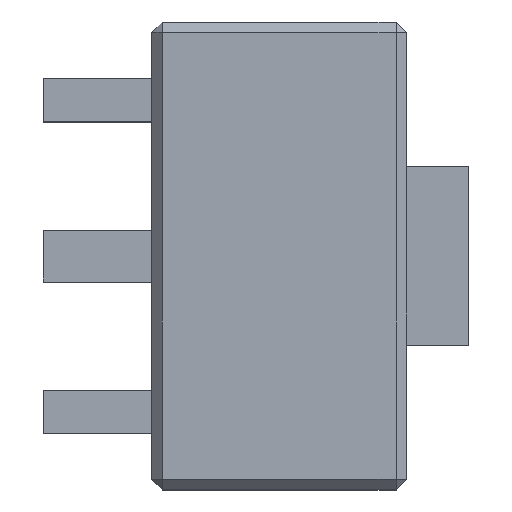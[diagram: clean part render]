
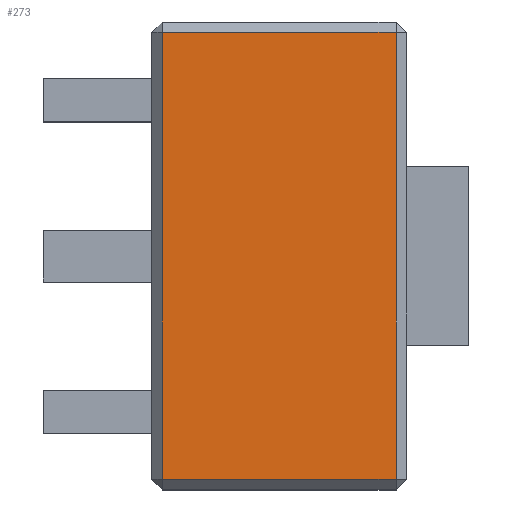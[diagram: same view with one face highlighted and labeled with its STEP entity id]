
A CAD part, top view. The second image highlights one B-rep face of the part: STEP entity #273.
In plain terms, the highlighted planar face has unit normal (0, 0, 1).
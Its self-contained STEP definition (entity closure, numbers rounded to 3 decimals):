
#13=DIRECTION('',(0.,0.,1.));
#14=DIRECTION('',(1.,0.,0.));
#68=VECTOR('',#69,1.);
#69=DIRECTION('',(0.,1.,0.));
#144=VERTEX_POINT('',#145);
#145=CARTESIAN_POINT('',(-1.125,-2.15,1.6));
#153=VERTEX_POINT('',#154);
#154=CARTESIAN_POINT('',(-1.125,2.15,1.6));
#159=ORIENTED_EDGE('',*,*,#160,.F.);
#160=EDGE_CURVE('',#144,#153,#161,.T.);
#161=LINE('',#162,#68);
#162=CARTESIAN_POINT('',(-1.125,-2.25,1.6));
#230=VECTOR('',#14,1.);
#273=ADVANCED_FACE('',(#274),#292,.T.);
#274=FACE_BOUND('',#275,.T.);
#275=EDGE_LOOP('',(#159,#276,#282,#288));
#276=ORIENTED_EDGE('',*,*,#277,.T.);
#277=EDGE_CURVE('',#144,#278,#280,.T.);
#278=VERTEX_POINT('',#279);
#279=CARTESIAN_POINT('',(1.125,-2.15,1.6));
#280=LINE('',#281,#230);
#281=CARTESIAN_POINT('',(-1.225,-2.15,1.6));
#282=ORIENTED_EDGE('',*,*,#283,.T.);
#283=EDGE_CURVE('',#278,#284,#286,.T.);
#284=VERTEX_POINT('',#285);
#285=CARTESIAN_POINT('',(1.125,2.15,1.6));
#286=LINE('',#287,#68);
#287=CARTESIAN_POINT('',(1.125,-2.25,1.6));
#288=ORIENTED_EDGE('',*,*,#289,.F.);
#289=EDGE_CURVE('',#153,#284,#290,.T.);
#290=LINE('',#291,#230);
#291=CARTESIAN_POINT('',(-1.225,2.15,1.6));
#292=PLANE('',#293);
#293=AXIS2_PLACEMENT_3D('',#294,#13,#14);
#294=CARTESIAN_POINT('',(-1.225,-2.25,1.6));
